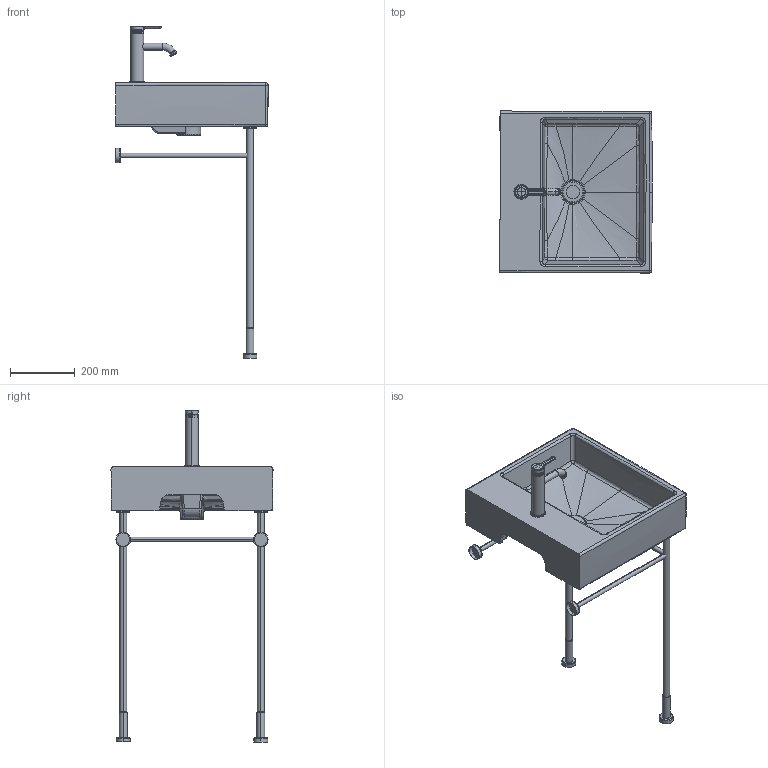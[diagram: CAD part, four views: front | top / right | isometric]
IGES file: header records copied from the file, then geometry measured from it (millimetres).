
Global section: file name: No Iges File Name specified; native system: Autodesk Inventor 2011; preprocessor: AutoDesk Inventor Iges Exporter R2011; author: Administrator; date: 20170704.203705; units: millimetre
Bounding box: 470.65 x 500.45 x 1025.45 mm (x, y, z)
Volume: 11916570.1 mm3; surface area: 1210510.2 mm2
Topology: 15 solids, 18 shells, 655 faces, 1498 edges, 887 vertices
Faces by surface type: bspline 259, revolution 124, plane 115, cylinder 94, torus 47, cone 13, sphere 3
